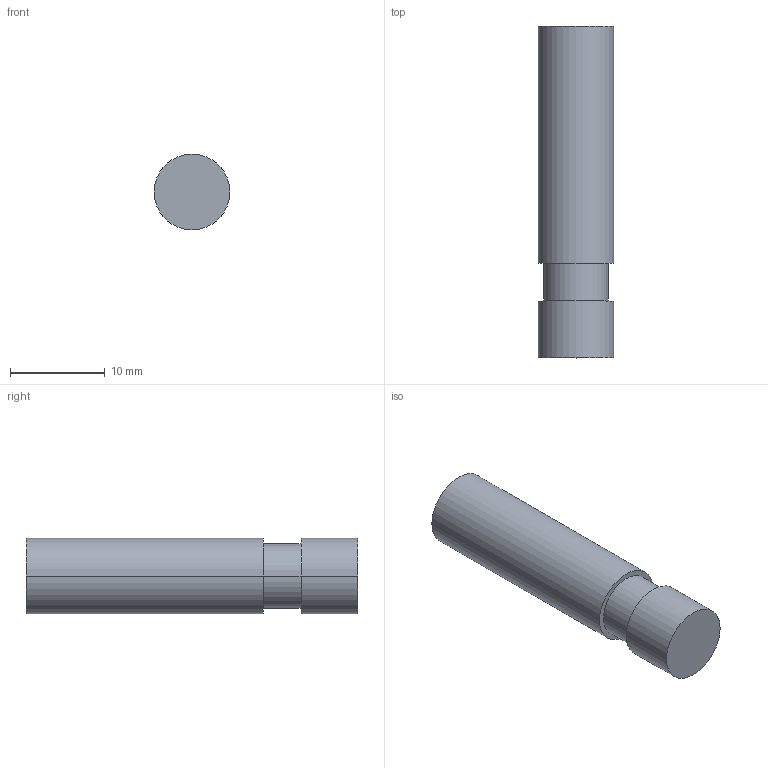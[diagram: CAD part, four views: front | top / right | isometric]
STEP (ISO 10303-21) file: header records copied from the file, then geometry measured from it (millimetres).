
FILE_DESCRIPTION((''),'2;1');
FILE_NAME('NDS5-30GM-1M-V1','2011-04-29T',('Ingenieurbuero Eiseler'),('Pepperl+Fuchs'),'PRO/ENGINEER BY PARAMETRIC TECHNOLOGY CORPORATION, 2007250','PRO/ENGINEER BY PARAMETRIC TECHNOLOGY CORPORATION, 2007250','');
FILE_SCHEMA(('CONFIG_CONTROL_DESIGN'));
Length unit declared in the file: millimetre
Products named in the file (1): NDS5-30GM-1M-V1
Bounding box: 8 x 35 x 8 mm (x, y, z)
Volume: 1703.5 mm3; surface area: 993 mm2
Topology: 1 solids, 1 shells, 10 faces, 70 edges, 68 vertices
Faces by surface type: cylinder 6, plane 4
Entity records: 922 total; most frequent: DIRECTION 120, CARTESIAN_POINT 93, PRESENTATION_STYLE_ASSIGNMENT 84, STYLED_ITEM 84, CURVE_STYLE 77, TRIMMED_CURVE 52, COMPOSITE_CURVE_SEGMENT 48, VECTOR 42
